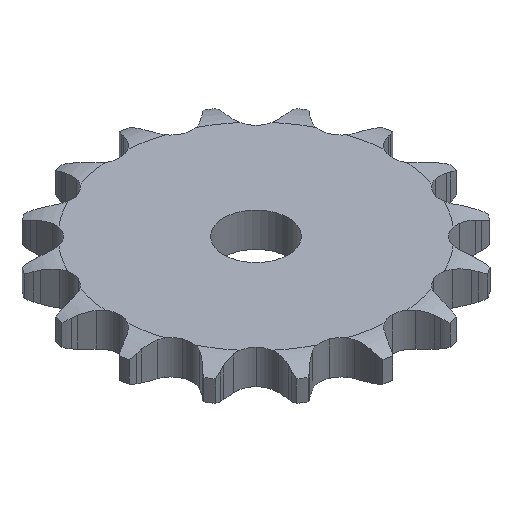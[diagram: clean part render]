
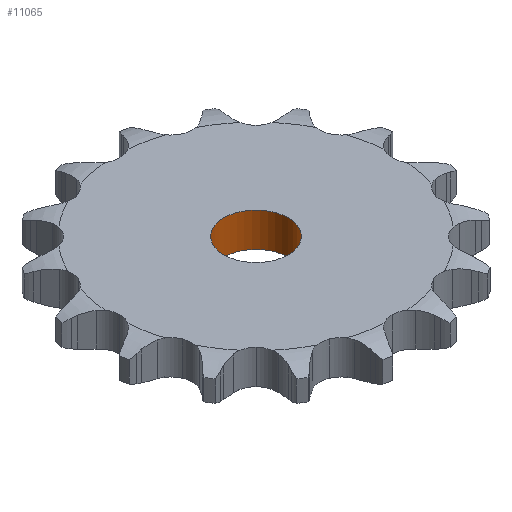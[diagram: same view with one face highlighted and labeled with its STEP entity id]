
A CAD part, isometric view. The second image highlights one B-rep face of the part: STEP entity #11065.
In plain terms, the highlighted cylindrical face has radius 5 mm (diameter 10 mm), a full revolution.
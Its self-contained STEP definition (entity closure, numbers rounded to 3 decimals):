
#443 = PLANE('',#444);
#444 = AXIS2_PLACEMENT_3D('',#445,#446,#447);
#445 = CARTESIAN_POINT('',(0.,0.,5.3));
#446 = DIRECTION('',(-0.,-0.,-1.));
#447 = DIRECTION('',(-1.,0.,0.));
#643 = PLANE('',#644);
#644 = AXIS2_PLACEMENT_3D('',#645,#646,#647);
#645 = CARTESIAN_POINT('',(0.,0.,0.));
#646 = DIRECTION('',(-0.,-0.,-1.));
#647 = DIRECTION('',(-1.,0.,0.));
#2464 = EDGE_CURVE('',#2465,#2465,#2467,.T.);
#2465 = VERTEX_POINT('',#2466);
#2466 = CARTESIAN_POINT('',(5.,0.,5.3));
#2467 = SURFACE_CURVE('',#2468,(#2473,#2484),.PCURVE_S1.);
#2468 = CIRCLE('',#2469,5.);
#2469 = AXIS2_PLACEMENT_3D('',#2470,#2471,#2472);
#2470 = CARTESIAN_POINT('',(0.,0.,5.3));
#2471 = DIRECTION('',(0.,0.,1.));
#2472 = DIRECTION('',(1.,0.,0.));
#2473 = PCURVE('',#443,#2474);
#2474 = DEFINITIONAL_REPRESENTATION('',(#2475),#2483);
#2475 = ( BOUNDED_CURVE() B_SPLINE_CURVE(2,(#2476,#2477,#2478,#2479,
#2480,#2481,#2482),.UNSPECIFIED.,.T.,.F.) B_SPLINE_CURVE_WITH_KNOTS((1,2
    ,2,2,2,1),(-2.094,0.,2.094,4.189,
6.283,8.378),.UNSPECIFIED.) CURVE() 
GEOMETRIC_REPRESENTATION_ITEM() RATIONAL_B_SPLINE_CURVE((1.,0.5,1.,0.5,
1.,0.5,1.)) REPRESENTATION_ITEM('') );
#2476 = CARTESIAN_POINT('',(-5.,0.));
#2477 = CARTESIAN_POINT('',(-5.,8.66));
#2478 = CARTESIAN_POINT('',(2.5,4.33));
#2479 = CARTESIAN_POINT('',(10.,0.));
#2480 = CARTESIAN_POINT('',(2.5,-4.33));
#2481 = CARTESIAN_POINT('',(-5.,-8.661));
#2482 = CARTESIAN_POINT('',(-5.,0.));
#2483 = ( GEOMETRIC_REPRESENTATION_CONTEXT(2) 
PARAMETRIC_REPRESENTATION_CONTEXT() REPRESENTATION_CONTEXT('2D SPACE',''
  ) );
#2484 = PCURVE('',#2485,#2490);
#2485 = CYLINDRICAL_SURFACE('',#2486,5.);
#2486 = AXIS2_PLACEMENT_3D('',#2487,#2488,#2489);
#2487 = CARTESIAN_POINT('',(0.,0.,82.973));
#2488 = DIRECTION('',(0.,0.,1.));
#2489 = DIRECTION('',(1.,0.,0.));
#2490 = DEFINITIONAL_REPRESENTATION('',(#2491),#2495);
#2491 = LINE('',#2492,#2493);
#2492 = CARTESIAN_POINT('',(0.,-77.673));
#2493 = VECTOR('',#2494,1.);
#2494 = DIRECTION('',(1.,0.));
#2495 = ( GEOMETRIC_REPRESENTATION_CONTEXT(2) 
PARAMETRIC_REPRESENTATION_CONTEXT() REPRESENTATION_CONTEXT('2D SPACE',''
  ) );
#3975 = EDGE_CURVE('',#3976,#3976,#3978,.T.);
#3976 = VERTEX_POINT('',#3977);
#3977 = CARTESIAN_POINT('',(5.,0.,0.));
#3978 = SURFACE_CURVE('',#3979,(#3984,#3995),.PCURVE_S1.);
#3979 = CIRCLE('',#3980,5.);
#3980 = AXIS2_PLACEMENT_3D('',#3981,#3982,#3983);
#3981 = CARTESIAN_POINT('',(0.,0.,0.));
#3982 = DIRECTION('',(0.,0.,1.));
#3983 = DIRECTION('',(1.,0.,0.));
#3984 = PCURVE('',#643,#3985);
#3985 = DEFINITIONAL_REPRESENTATION('',(#3986),#3994);
#3986 = ( BOUNDED_CURVE() B_SPLINE_CURVE(2,(#3987,#3988,#3989,#3990,
#3991,#3992,#3993),.UNSPECIFIED.,.T.,.F.) B_SPLINE_CURVE_WITH_KNOTS((1,2
    ,2,2,2,1),(-2.094,0.,2.094,4.189,
6.283,8.378),.UNSPECIFIED.) CURVE() 
GEOMETRIC_REPRESENTATION_ITEM() RATIONAL_B_SPLINE_CURVE((1.,0.5,1.,0.5,
1.,0.5,1.)) REPRESENTATION_ITEM('') );
#3987 = CARTESIAN_POINT('',(-5.,0.));
#3988 = CARTESIAN_POINT('',(-5.,8.66));
#3989 = CARTESIAN_POINT('',(2.5,4.33));
#3990 = CARTESIAN_POINT('',(10.,0.));
#3991 = CARTESIAN_POINT('',(2.5,-4.33));
#3992 = CARTESIAN_POINT('',(-5.,-8.661));
#3993 = CARTESIAN_POINT('',(-5.,0.));
#3994 = ( GEOMETRIC_REPRESENTATION_CONTEXT(2) 
PARAMETRIC_REPRESENTATION_CONTEXT() REPRESENTATION_CONTEXT('2D SPACE',''
  ) );
#3995 = PCURVE('',#2485,#3996);
#3996 = DEFINITIONAL_REPRESENTATION('',(#3997),#4001);
#3997 = LINE('',#3998,#3999);
#3998 = CARTESIAN_POINT('',(0.,-82.973));
#3999 = VECTOR('',#4000,1.);
#4000 = DIRECTION('',(1.,0.));
#4001 = ( GEOMETRIC_REPRESENTATION_CONTEXT(2) 
PARAMETRIC_REPRESENTATION_CONTEXT() REPRESENTATION_CONTEXT('2D SPACE',''
  ) );
#11065 = ADVANCED_FACE('',(#11066),#2485,.F.);
#11066 = FACE_BOUND('',#11067,.F.);
#11067 = EDGE_LOOP('',(#11068,#11069,#11090,#11091));
#11068 = ORIENTED_EDGE('',*,*,#2464,.F.);
#11069 = ORIENTED_EDGE('',*,*,#11070,.T.);
#11070 = EDGE_CURVE('',#2465,#3976,#11071,.T.);
#11071 = SEAM_CURVE('',#11072,(#11076,#11083),.PCURVE_S1.);
#11072 = LINE('',#11073,#11074);
#11073 = CARTESIAN_POINT('',(5.,0.,82.973));
#11074 = VECTOR('',#11075,1.);
#11075 = DIRECTION('',(-0.,-0.,-1.));
#11076 = PCURVE('',#2485,#11077);
#11077 = DEFINITIONAL_REPRESENTATION('',(#11078),#11082);
#11078 = LINE('',#11079,#11080);
#11079 = CARTESIAN_POINT('',(6.283,0.));
#11080 = VECTOR('',#11081,1.);
#11081 = DIRECTION('',(0.,-1.));
#11082 = ( GEOMETRIC_REPRESENTATION_CONTEXT(2) 
PARAMETRIC_REPRESENTATION_CONTEXT() REPRESENTATION_CONTEXT('2D SPACE',''
  ) );
#11083 = PCURVE('',#2485,#11084);
#11084 = DEFINITIONAL_REPRESENTATION('',(#11085),#11089);
#11085 = LINE('',#11086,#11087);
#11086 = CARTESIAN_POINT('',(0.,0.));
#11087 = VECTOR('',#11088,1.);
#11088 = DIRECTION('',(0.,-1.));
#11089 = ( GEOMETRIC_REPRESENTATION_CONTEXT(2) 
PARAMETRIC_REPRESENTATION_CONTEXT() REPRESENTATION_CONTEXT('2D SPACE',''
  ) );
#11090 = ORIENTED_EDGE('',*,*,#3975,.T.);
#11091 = ORIENTED_EDGE('',*,*,#11070,.F.);
